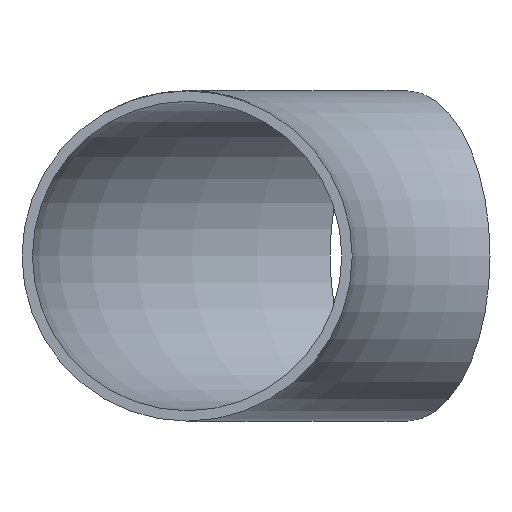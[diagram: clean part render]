
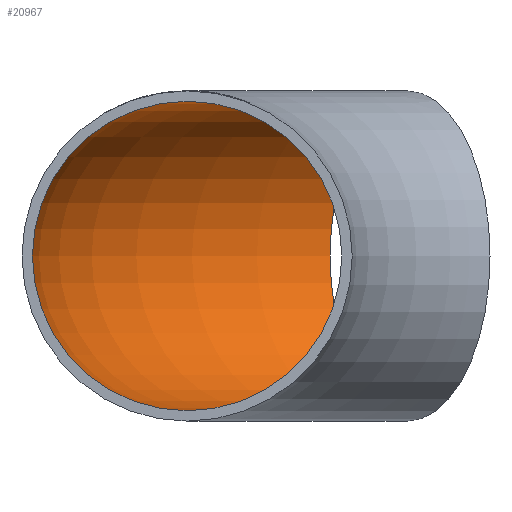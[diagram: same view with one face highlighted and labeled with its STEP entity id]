
A CAD part, front view. The second image highlights one B-rep face of the part: STEP entity #20967.
In plain terms, the highlighted toroidal (fillet/blend) face has major radius 152.5 mm and minor radius 53.55 mm.
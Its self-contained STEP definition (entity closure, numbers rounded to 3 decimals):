
#22 = EDGE_CURVE ( 'NONE', #18136, #18136, #11564, .T. ) ;
#1415 = DIRECTION ( 'NONE',  ( -0.5, 0.866, 0. ) ) ;
#3073 = DIRECTION ( 'NONE',  ( 0., 1., 0. ) ) ;
#5337 = AXIS2_PLACEMENT_3D ( 'NONE', #8013, #12912, #1415 ) ;
#6767 = DIRECTION ( 'NONE',  ( 0., 0., -1. ) ) ;
#6873 = CARTESIAN_POINT ( 'NONE',  ( 0., 0., 0. ) ) ;
#7042 = ORIENTED_EDGE ( 'NONE', *, *, #18125, .T. ) ;
#7082 = FACE_OUTER_BOUND ( 'NONE', #11260, .T. ) ;
#7946 = VERTEX_POINT ( 'NONE', #14760 ) ;
#8013 = CARTESIAN_POINT ( 'NONE',  ( -76.25, 132.069, 0. ) ) ;
#8263 = TOROIDAL_SURFACE ( 'NONE', #20036, 152.5, 53.55 ) ;
#8329 = CARTESIAN_POINT ( 'NONE',  ( -152.5, 0., 0. ) ) ;
#9867 = EDGE_LOOP ( 'NONE', ( #7042 ) ) ;
#11260 = EDGE_LOOP ( 'NONE', ( #16455 ) ) ;
#11564 = CIRCLE ( 'NONE', #12632, 53.55 ) ;
#12087 = FACE_OUTER_BOUND ( 'NONE', #9867, .T. ) ;
#12632 = AXIS2_PLACEMENT_3D ( 'NONE', #8329, #3073, #16936 ) ;
#12912 = DIRECTION ( 'NONE',  ( 0.866, 0.5, 0. ) ) ;
#13764 = DIRECTION ( 'NONE',  ( -1., 0., 0. ) ) ;
#14760 = CARTESIAN_POINT ( 'NONE',  ( -103.025, 178.445, 0. ) ) ;
#15332 = CIRCLE ( 'NONE', #5337, 53.55 ) ;
#16455 = ORIENTED_EDGE ( 'NONE', *, *, #22, .F. ) ;
#16936 = DIRECTION ( 'NONE',  ( 0., 0., 1. ) ) ;
#18125 = EDGE_CURVE ( 'NONE', #7946, #7946, #15332, .T. ) ;
#18136 = VERTEX_POINT ( 'NONE', #19796 ) ;
#19796 = CARTESIAN_POINT ( 'NONE',  ( -152.5, 0., 53.55 ) ) ;
#20036 = AXIS2_PLACEMENT_3D ( 'NONE', #6873, #6767, #13764 ) ;
#20967 = ADVANCED_FACE ( 'NONE', ( #12087, #7082 ), #8263, .F. ) ;
